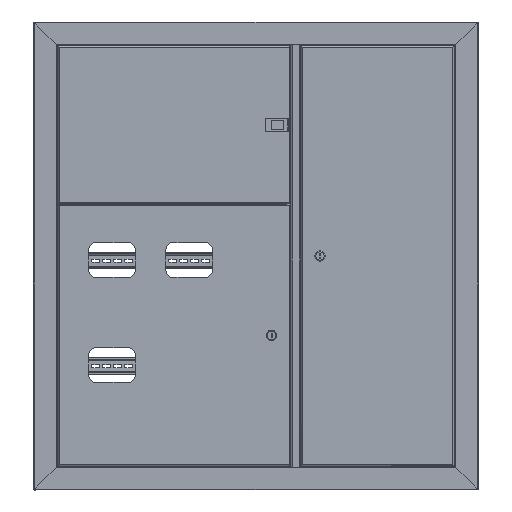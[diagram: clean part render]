
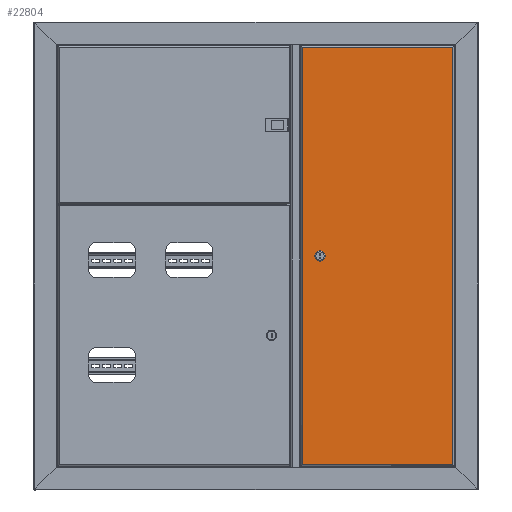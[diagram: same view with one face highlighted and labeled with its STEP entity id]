
A CAD part, top view. The second image highlights one B-rep face of the part: STEP entity #22804.
In plain terms, the highlighted planar face has unit normal (0, 0, 1).
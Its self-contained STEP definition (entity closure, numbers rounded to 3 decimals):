
#195 = LINE ( 'NONE', #45382, #32449 ) ;
#324 = CARTESIAN_POINT ( 'NONE',  ( 1.7, 324.293, 0. ) ) ;
#678 = LINE ( 'NONE', #17067, #34650 ) ;
#1611 = VECTOR ( 'NONE', #27504, 1000. ) ;
#3210 = PLANE ( 'NONE',  #8529 ) ;
#3747 = FACE_BOUND ( 'NONE', #22400, .T. ) ;
#3938 = CARTESIAN_POINT ( 'NONE',  ( 894.993, 324., 0. ) ) ;
#4737 = CARTESIAN_POINT ( 'NONE',  ( 1.7, 1.7, 0. ) ) ;
#4753 = ORIENTED_EDGE ( 'NONE', *, *, #23319, .T. ) ;
#4922 = AXIS2_PLACEMENT_3D ( 'NONE', #41377, #32774, #37588 ) ;
#5213 = VERTEX_POINT ( 'NONE', #7844 ) ;
#5772 = ORIENTED_EDGE ( 'NONE', *, *, #29131, .T. ) ;
#6080 = ORIENTED_EDGE ( 'NONE', *, *, #17984, .T. ) ;
#7388 = VECTOR ( 'NONE', #51047, 1000. ) ;
#7479 = CIRCLE ( 'NONE', #4922, 9.25 ) ;
#7844 = CARTESIAN_POINT ( 'NONE',  ( 451.849, 31.5, 0. ) ) ;
#7863 = CARTESIAN_POINT ( 'NONE',  ( 451.849, 48.5, 0. ) ) ;
#7978 = DIRECTION ( 'NONE',  ( 1., 0., 0. ) ) ;
#8525 = VECTOR ( 'NONE', #16700, 1000. ) ;
#8529 = AXIS2_PLACEMENT_3D ( 'NONE', #48184, #27968, #53004 ) ;
#11589 = VERTEX_POINT ( 'NONE', #51488 ) ;
#12494 = DIRECTION ( 'NONE',  ( 1., 0., 0. ) ) ;
#12909 = AXIS2_PLACEMENT_3D ( 'NONE', #40635, #48708, #36582 ) ;
#15226 = CARTESIAN_POINT ( 'NONE',  ( 894.7, 324., 0. ) ) ;
#15236 = VERTEX_POINT ( 'NONE', #15226 ) ;
#15611 = VERTEX_POINT ( 'NONE', #25382 ) ;
#16700 = DIRECTION ( 'NONE',  ( 0., -1., 0. ) ) ;
#16825 = EDGE_CURVE ( 'NONE', #5213, #17015, #30741, .T. ) ;
#17015 = VERTEX_POINT ( 'NONE', #44313 ) ;
#17067 = CARTESIAN_POINT ( 'NONE',  ( 451.849, 48.5, 0. ) ) ;
#17185 = VERTEX_POINT ( 'NONE', #4737 ) ;
#17984 = EDGE_CURVE ( 'NONE', #11589, #17185, #48768, .T. ) ;
#18778 = CARTESIAN_POINT ( 'NONE',  ( 444.551, 31.5, 0. ) ) ;
#20134 = FACE_OUTER_BOUND ( 'NONE', #34571, .T. ) ;
#20574 = CARTESIAN_POINT ( 'NONE',  ( 448.2, 40., 0. ) ) ;
#22400 = EDGE_LOOP ( 'NONE', ( #42634, #38151, #26197, #50633, #47317 ) ) ;
#22489 = CARTESIAN_POINT ( 'NONE',  ( 451.849, 31.5, 0. ) ) ;
#22804 = ADVANCED_FACE ( 'NONE', ( #3747, #20134 ), #3210, .F. ) ;
#23319 = EDGE_CURVE ( 'NONE', #15236, #11589, #49990, .T. ) ;
#23779 = EDGE_CURVE ( 'NONE', #17015, #36807, #46420, .T. ) ;
#24664 = DIRECTION ( 'NONE',  ( -1., 0., 0. ) ) ;
#24916 = DIRECTION ( 'NONE',  ( -1., 0., 0. ) ) ;
#25382 = CARTESIAN_POINT ( 'NONE',  ( 894.7, 1.7, 0. ) ) ;
#26197 = ORIENTED_EDGE ( 'NONE', *, *, #16825, .F. ) ;
#27504 = DIRECTION ( 'NONE',  ( 0., 1., 0. ) ) ;
#27968 = DIRECTION ( 'NONE',  ( 0., 0., -1. ) ) ;
#28406 = CARTESIAN_POINT ( 'NONE',  ( 444.551, 48.5, 0. ) ) ;
#28970 = ORIENTED_EDGE ( 'NONE', *, *, #51945, .T. ) ;
#29131 = EDGE_CURVE ( 'NONE', #17185, #15611, #195, .T. ) ;
#30741 = CIRCLE ( 'NONE', #48803, 9.25 ) ;
#32449 = VECTOR ( 'NONE', #7978, 1000. ) ;
#32774 = DIRECTION ( 'NONE',  ( 0., 0., 1. ) ) ;
#34571 = EDGE_LOOP ( 'NONE', ( #5772, #28970, #4753, #6080 ) ) ;
#34650 = VECTOR ( 'NONE', #24916, 1000. ) ;
#34892 = EDGE_CURVE ( 'NONE', #49521, #5213, #38914, .T. ) ;
#35829 = LINE ( 'NONE', #48742, #1611 ) ;
#36582 = DIRECTION ( 'NONE',  ( 1., 0., 0. ) ) ;
#36807 = VERTEX_POINT ( 'NONE', #7863 ) ;
#37588 = DIRECTION ( 'NONE',  ( 1., 0., 0. ) ) ;
#38151 = ORIENTED_EDGE ( 'NONE', *, *, #23779, .F. ) ;
#38914 = LINE ( 'NONE', #22489, #7388 ) ;
#40635 = CARTESIAN_POINT ( 'NONE',  ( 448.2, 40., 0. ) ) ;
#41242 = VECTOR ( 'NONE', #24664, 1000. ) ;
#41257 = EDGE_CURVE ( 'NONE', #36807, #50082, #678, .T. ) ;
#41377 = CARTESIAN_POINT ( 'NONE',  ( 448.2, 40., 0. ) ) ;
#42634 = ORIENTED_EDGE ( 'NONE', *, *, #41257, .F. ) ;
#44313 = CARTESIAN_POINT ( 'NONE',  ( 457.45, 40., 0. ) ) ;
#45382 = CARTESIAN_POINT ( 'NONE',  ( 1.7, 1.7, 0. ) ) ;
#46420 = CIRCLE ( 'NONE', #12909, 9.25 ) ;
#47317 = ORIENTED_EDGE ( 'NONE', *, *, #48223, .F. ) ;
#48184 = CARTESIAN_POINT ( 'NONE',  ( 0., 325.7, 0. ) ) ;
#48223 = EDGE_CURVE ( 'NONE', #50082, #49521, #7479, .T. ) ;
#48708 = DIRECTION ( 'NONE',  ( 0., 0., 1. ) ) ;
#48742 = CARTESIAN_POINT ( 'NONE',  ( 894.7, 0., 0. ) ) ;
#48768 = LINE ( 'NONE', #324, #8525 ) ;
#48803 = AXIS2_PLACEMENT_3D ( 'NONE', #20574, #49399, #12494 ) ;
#49399 = DIRECTION ( 'NONE',  ( 0., 0., 1. ) ) ;
#49521 = VERTEX_POINT ( 'NONE', #18778 ) ;
#49990 = LINE ( 'NONE', #3938, #41242 ) ;
#50082 = VERTEX_POINT ( 'NONE', #28406 ) ;
#50633 = ORIENTED_EDGE ( 'NONE', *, *, #34892, .F. ) ;
#51047 = DIRECTION ( 'NONE',  ( 1., 0., 0. ) ) ;
#51488 = CARTESIAN_POINT ( 'NONE',  ( 1.7, 324., 0. ) ) ;
#51945 = EDGE_CURVE ( 'NONE', #15611, #15236, #35829, .T. ) ;
#53004 = DIRECTION ( 'NONE',  ( -1., 0., 0. ) ) ;
